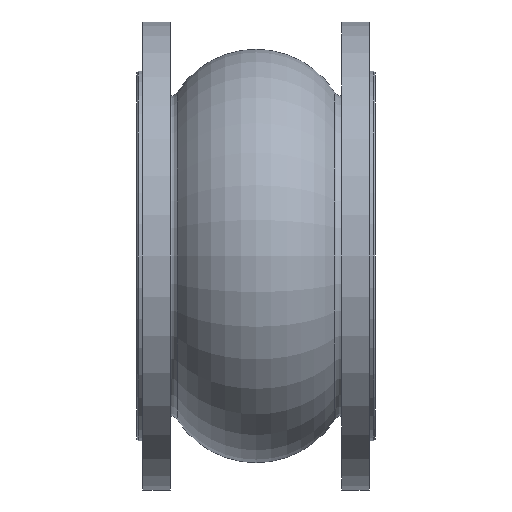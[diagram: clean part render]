
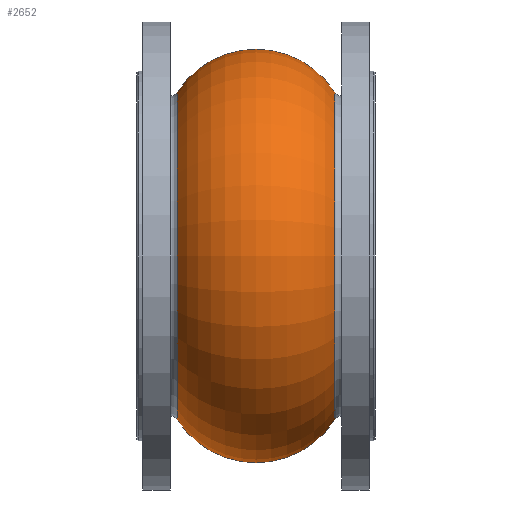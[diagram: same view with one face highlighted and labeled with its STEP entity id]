
A CAD part, front view. The second image highlights one B-rep face of the part: STEP entity #2652.
In plain terms, the highlighted toroidal (fillet/blend) face has major radius 98.085 mm and minor radius 80.829 mm.
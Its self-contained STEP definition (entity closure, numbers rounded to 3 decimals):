
#1121 = EDGE_CURVE ( 'NONE', #1211, #1145, #2008, .T. ) ;
#1145 = VERTEX_POINT ( 'NONE', #2064 ) ;
#1154 = EDGE_CURVE ( 'NONE', #1185, #1211, #2105, .T. ) ;
#1185 = VERTEX_POINT ( 'NONE', #2181 ) ;
#1187 = EDGE_CURVE ( 'NONE', #1215, #1145, #2183, .T. ) ;
#1205 = EDGE_CURVE ( 'NONE', #1185, #1215, #2214, .T. ) ;
#1211 = VERTEX_POINT ( 'NONE', #2227 ) ;
#1215 = VERTEX_POINT ( 'NONE', #2236 ) ;
#1619 = FACE_OUTER_BOUND ( 'NONE', #2645, .T. ) ;
#1626 = CARTESIAN_POINT ( 'NONE',  ( 0., 0., 0. ) ) ;
#1637 = DIRECTION ( 'NONE',  ( 0., 0., 1. ) ) ;
#1642 = AXIS2_PLACEMENT_3D ( 'NONE', #1626, #1645, #1637 ) ;
#1643 = TOROIDAL_SURFACE ( 'NONE', #1642, 98.085, 80.829 ) ;
#1645 = DIRECTION ( 'NONE',  ( -1., 0., 0. ) ) ;
#2005 = DIRECTION ( 'NONE',  ( 0., 0., -1. ) ) ;
#2006 = DIRECTION ( 'NONE',  ( 0., -1., 0. ) ) ;
#2007 = CARTESIAN_POINT ( 'NONE',  ( 0., 0., 98.085 ) ) ;
#2008 = CIRCLE ( 'NONE', #2045, 80.829 ) ;
#2045 = AXIS2_PLACEMENT_3D ( 'NONE', #2007, #2006, #2005 ) ;
#2064 = CARTESIAN_POINT ( 'NONE',  ( -68.005, 0., 141.774 ) ) ;
#2101 = DIRECTION ( 'NONE',  ( 0., 0., 1. ) ) ;
#2102 = DIRECTION ( 'NONE',  ( -1., 0., 0. ) ) ;
#2103 = CARTESIAN_POINT ( 'NONE',  ( 68.005, 0., 0. ) ) ;
#2104 = AXIS2_PLACEMENT_3D ( 'NONE', #2103, #2102, #2101 ) ;
#2105 = CIRCLE ( 'NONE', #2104, 141.774 ) ;
#2180 = AXIS2_PLACEMENT_3D ( 'NONE', #2182, #2195, #2194 ) ;
#2181 = CARTESIAN_POINT ( 'NONE',  ( 68.005, 0., -141.774 ) ) ;
#2182 = CARTESIAN_POINT ( 'NONE',  ( -68.005, 0., 0. ) ) ;
#2183 = CIRCLE ( 'NONE', #2180, 141.774 ) ;
#2194 = DIRECTION ( 'NONE',  ( 0., 0., 1. ) ) ;
#2195 = DIRECTION ( 'NONE',  ( -1., 0., 0. ) ) ;
#2210 = DIRECTION ( 'NONE',  ( 0., 0., 1. ) ) ;
#2211 = DIRECTION ( 'NONE',  ( 0., 1., 0. ) ) ;
#2212 = CARTESIAN_POINT ( 'NONE',  ( 0., 0., -98.085 ) ) ;
#2213 = AXIS2_PLACEMENT_3D ( 'NONE', #2212, #2211, #2210 ) ;
#2214 = CIRCLE ( 'NONE', #2213, 80.829 ) ;
#2227 = CARTESIAN_POINT ( 'NONE',  ( 68.005, 0., 141.774 ) ) ;
#2236 = CARTESIAN_POINT ( 'NONE',  ( -68.005, 0., -141.774 ) ) ;
#2626 = ORIENTED_EDGE ( 'NONE', *, *, #1121, .T. ) ;
#2631 = ORIENTED_EDGE ( 'NONE', *, *, #1205, .F. ) ;
#2645 = EDGE_LOOP ( 'NONE', ( #2631, #2656, #2626, #2659 ) ) ;
#2652 = ADVANCED_FACE ( 'NONE', ( #1619 ), #1643, .T. ) ;
#2656 = ORIENTED_EDGE ( 'NONE', *, *, #1154, .T. ) ;
#2659 = ORIENTED_EDGE ( 'NONE', *, *, #1187, .F. ) ;
